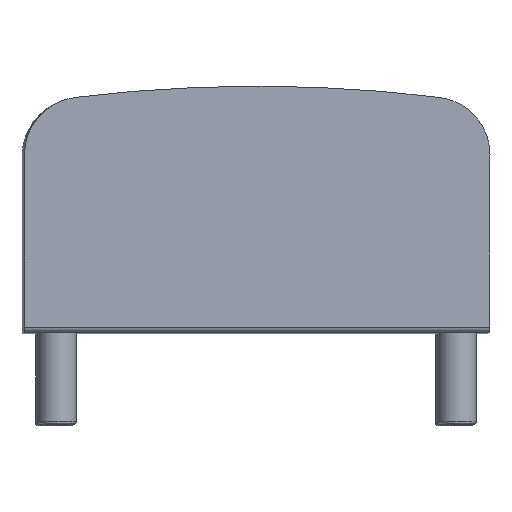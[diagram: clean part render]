
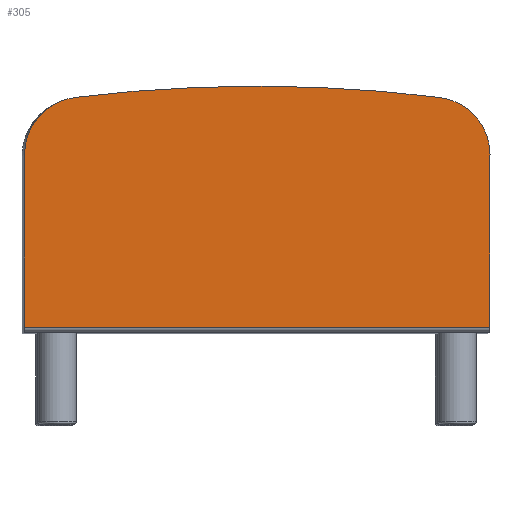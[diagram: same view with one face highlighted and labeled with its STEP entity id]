
A CAD part, top view. The second image highlights one B-rep face of the part: STEP entity #305.
In plain terms, the highlighted planar face has unit normal (0.003, 0, 1).
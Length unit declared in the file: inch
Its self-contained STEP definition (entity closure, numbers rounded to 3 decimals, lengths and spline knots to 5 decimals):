
#47=PLANE('',#331);
#58=FACE_OUTER_BOUND('',#77,.T.);
#77=EDGE_LOOP('',(#228,#229,#230,#231,#232,#233,#234,#235));
#104=LINE('',#498,#122);
#105=LINE('',#500,#123);
#106=LINE('',#502,#124);
#107=LINE('',#507,#125);
#122=VECTOR('',#389,9.00046);
#123=VECTOR('',#390,24.25);
#124=VECTOR('',#391,8.99855);
#125=VECTOR('',#396,0.49717);
#138=CIRCLE('',#327,3.);
#139=CIRCLE('',#329,77.24334);
#141=CIRCLE('',#332,3.);
#142=CIRCLE('',#333,77.24334);
#158=VERTEX_POINT('',#485);
#159=VERTEX_POINT('',#487);
#160=VERTEX_POINT('',#491);
#162=VERTEX_POINT('',#497);
#163=VERTEX_POINT('',#499);
#164=VERTEX_POINT('',#501);
#165=VERTEX_POINT('',#503);
#166=VERTEX_POINT('',#505);
#185=EDGE_CURVE('',#158,#159,#138,.T.);
#187=EDGE_CURVE('',#160,#159,#139,.T.);
#190=EDGE_CURVE('',#158,#162,#104,.T.);
#191=EDGE_CURVE('',#163,#162,#105,.T.);
#192=EDGE_CURVE('',#163,#164,#106,.T.);
#193=EDGE_CURVE('',#165,#164,#141,.T.);
#194=EDGE_CURVE('',#165,#166,#142,.T.);
#195=EDGE_CURVE('',#166,#160,#107,.T.);
#228=ORIENTED_EDGE('',*,*,#185,.F.);
#229=ORIENTED_EDGE('',*,*,#190,.T.);
#230=ORIENTED_EDGE('',*,*,#191,.F.);
#231=ORIENTED_EDGE('',*,*,#192,.T.);
#232=ORIENTED_EDGE('',*,*,#193,.F.);
#233=ORIENTED_EDGE('',*,*,#194,.T.);
#234=ORIENTED_EDGE('',*,*,#195,.T.);
#235=ORIENTED_EDGE('',*,*,#187,.T.);
#305=ADVANCED_FACE('',(#58),#47,.T.);
#327=AXIS2_PLACEMENT_3D('',#488,#377,#378);
#329=AXIS2_PLACEMENT_3D('',#492,#382,#383);
#331=AXIS2_PLACEMENT_3D('',#496,#387,#388);
#332=AXIS2_PLACEMENT_3D('',#504,#392,#393);
#333=AXIS2_PLACEMENT_3D('',#506,#394,#395);
#377=DIRECTION('center_axis',(0.,0.,-1.));
#378=DIRECTION('ref_axis',(-0.749,0.662,0.));
#382=DIRECTION('center_axis',(0.,0.,1.));
#383=DIRECTION('ref_axis',(0.157,0.988,0.));
#387=DIRECTION('center_axis',(0.,0.,1.));
#388=DIRECTION('ref_axis',(1.,0.,0.));
#389=DIRECTION('',(0.,-1.,0.));
#390=DIRECTION('',(-1.,0.,0.));
#391=DIRECTION('',(0.,1.,0.));
#392=DIRECTION('center_axis',(0.,0.,-1.));
#393=DIRECTION('ref_axis',(0.749,0.662,0.));
#394=DIRECTION('center_axis',(0.,0.,1.));
#395=DIRECTION('ref_axis',(0.157,0.988,0.));
#396=DIRECTION('',(-1.,0.,0.));
#485=CARTESIAN_POINT('',(5.00818,-4.54676,0.));
#487=CARTESIAN_POINT('',(7.63948,-1.57041,0.));
#488=CARTESIAN_POINT('Origin',(8.00818,-4.54767,0.));
#491=CARTESIAN_POINT('',(16.8843,-0.98521,0.));
#492=CARTESIAN_POINT('Origin',(17.13288,-78.22815,0.));
#496=CARTESIAN_POINT('Origin',(17.13195,-8.21612,0.));
#497=CARTESIAN_POINT('',(5.00544,-13.54721,0.));
#498=CARTESIAN_POINT('',(5.00898,-1.94221,0.));
#499=CARTESIAN_POINT('',(29.25544,-13.54721,0.));
#500=CARTESIAN_POINT('',(23.19366,-13.54721,0.));
#501=CARTESIAN_POINT('',(29.25818,-4.54866,0.));
#502=CARTESIAN_POINT('',(29.25537,-13.79721,0.));
#503=CARTESIAN_POINT('',(26.62692,-1.57049,0.));
#504=CARTESIAN_POINT('Origin',(26.25818,-4.54774,0.));
#505=CARTESIAN_POINT('',(17.38146,-0.98521,0.));
#506=CARTESIAN_POINT('Origin',(17.13288,-78.22815,0.));
#507=CARTESIAN_POINT('',(17.38146,-0.98521,0.));
